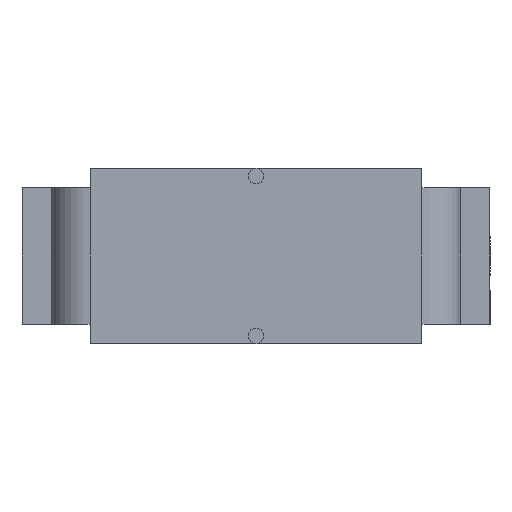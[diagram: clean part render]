
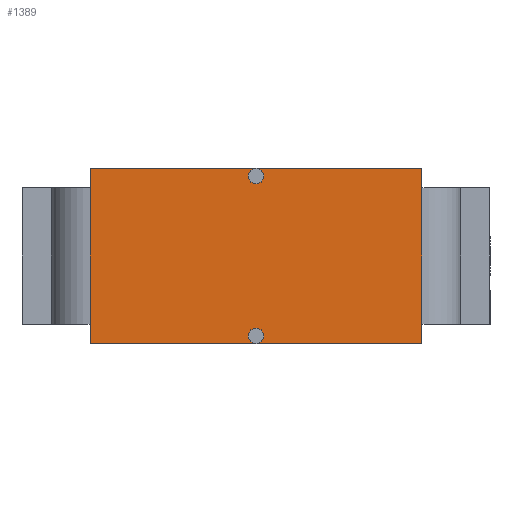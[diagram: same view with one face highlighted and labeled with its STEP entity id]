
A CAD part, left-side view. The second image highlights one B-rep face of the part: STEP entity #1389.
In plain terms, the highlighted planar face has unit normal (-1, 0, 0).
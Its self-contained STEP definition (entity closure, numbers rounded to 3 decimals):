
#12 = AXIS2_PLACEMENT_3D ( 'NONE', #1963, #1975, #1983 ) ;
#15 = DIRECTION ( 'NONE',  ( 0., 1., 0. ) ) ;
#29 = VECTOR ( 'NONE', #843, 1000. ) ;
#36 = EDGE_CURVE ( 'NONE', #900, #365, #1859, .T. ) ;
#40 = CARTESIAN_POINT ( 'NONE',  ( -35., 0., 8. ) ) ;
#45 = CARTESIAN_POINT ( 'NONE',  ( -35., 8.5, 0. ) ) ;
#58 = AXIS2_PLACEMENT_3D ( 'NONE', #673, #681, #687 ) ;
#59 = ORIENTED_EDGE ( 'NONE', *, *, #1161, .F. ) ;
#116 = EDGE_CURVE ( 'NONE', #1630, #217, #1730, .T. ) ;
#141 = EDGE_CURVE ( 'NONE', #1989, #780, #476, .T. ) ;
#155 = VECTOR ( 'NONE', #1084, 1000. ) ;
#217 = VERTEX_POINT ( 'NONE', #805 ) ;
#245 = AXIS2_PLACEMENT_3D ( 'NONE', #1386, #420, #1538 ) ;
#261 = EDGE_CURVE ( 'NONE', #1661, #365, #1077, .T. ) ;
#299 = VECTOR ( 'NONE', #15, 1000. ) ;
#305 = EDGE_CURVE ( 'NONE', #217, #449, #1403, .T. ) ;
#335 = EDGE_LOOP ( 'NONE', ( #419, #881, #59, #1789, #1707, #837, #1654, #1615, #1030, #1226, #1277, #477, #2023, #658 ) ) ;
#342 = VECTOR ( 'NONE', #357, 1000. ) ;
#357 = DIRECTION ( 'NONE',  ( 0., 0., 1. ) ) ;
#364 = DIRECTION ( 'NONE',  ( 0., 0., 1. ) ) ;
#365 = VERTEX_POINT ( 'NONE', #40 ) ;
#419 = ORIENTED_EDGE ( 'NONE', *, *, #36, .T. ) ;
#420 = DIRECTION ( 'NONE',  ( -1., 0., 0. ) ) ;
#449 = VERTEX_POINT ( 'NONE', #1091 ) ;
#469 = CARTESIAN_POINT ( 'NONE',  ( -35., -8.5, -1. ) ) ;
#476 = LINE ( 'NONE', #1457, #29 ) ;
#477 = ORIENTED_EDGE ( 'NONE', *, *, #116, .T. ) ;
#510 = CARTESIAN_POINT ( 'NONE',  ( -35., -8.5, 8. ) ) ;
#549 = EDGE_CURVE ( 'NONE', #684, #558, #1728, .T. ) ;
#558 = VERTEX_POINT ( 'NONE', #1634 ) ;
#596 = EDGE_CURVE ( 'NONE', #558, #684, #796, .T. ) ;
#599 = LINE ( 'NONE', #1037, #1742 ) ;
#657 = CARTESIAN_POINT ( 'NONE',  ( -35., -8.5, 8. ) ) ;
#658 = ORIENTED_EDGE ( 'NONE', *, *, #1483, .T. ) ;
#669 = CARTESIAN_POINT ( 'NONE',  ( -35., 0., 7.2 ) ) ;
#673 = CARTESIAN_POINT ( 'NONE',  ( -35., 0., 7.6 ) ) ;
#681 = DIRECTION ( 'NONE',  ( -1., 0., 0. ) ) ;
#684 = VERTEX_POINT ( 'NONE', #875 ) ;
#687 = DIRECTION ( 'NONE',  ( 0., 0., 1. ) ) ;
#772 = FACE_OUTER_BOUND ( 'NONE', #335, .T. ) ;
#780 = VERTEX_POINT ( 'NONE', #45 ) ;
#796 = CIRCLE ( 'NONE', #245, 0.4 ) ;
#805 = CARTESIAN_POINT ( 'NONE',  ( -35., -8.5, 0. ) ) ;
#824 = LINE ( 'NONE', #1657, #342 ) ;
#827 = CARTESIAN_POINT ( 'NONE',  ( -35., -8.5, -1. ) ) ;
#837 = ORIENTED_EDGE ( 'NONE', *, *, #1235, .T. ) ;
#843 = DIRECTION ( 'NONE',  ( 0., 0., 1. ) ) ;
#875 = CARTESIAN_POINT ( 'NONE',  ( -35., 0., -1. ) ) ;
#881 = ORIENTED_EDGE ( 'NONE', *, *, #261, .F. ) ;
#897 = CARTESIAN_POINT ( 'NONE',  ( -35., -8.5, 7. ) ) ;
#900 = VERTEX_POINT ( 'NONE', #657 ) ;
#905 = VECTOR ( 'NONE', #1748, 1000. ) ;
#906 = CARTESIAN_POINT ( 'NONE',  ( -35., 8.5, 7. ) ) ;
#910 = DIRECTION ( 'NONE',  ( 0., 1., 0. ) ) ;
#943 = CARTESIAN_POINT ( 'NONE',  ( -35., 8.5, -1. ) ) ;
#972 = EDGE_CURVE ( 'NONE', #1630, #684, #1002, .T. ) ;
#1002 = LINE ( 'NONE', #1222, #1423 ) ;
#1023 = VECTOR ( 'NONE', #910, 1000. ) ;
#1030 = ORIENTED_EDGE ( 'NONE', *, *, #596, .F. ) ;
#1037 = CARTESIAN_POINT ( 'NONE',  ( -35., -8.5, 8. ) ) ;
#1077 = CIRCLE ( 'NONE', #58, 0.4 ) ;
#1084 = DIRECTION ( 'NONE',  ( 0., 0., -1. ) ) ;
#1091 = CARTESIAN_POINT ( 'NONE',  ( -35., -8.5, 7. ) ) ;
#1161 = EDGE_CURVE ( 'NONE', #365, #1661, #1956, .T. ) ;
#1195 = DIRECTION ( 'NONE',  ( 0., 1., 0. ) ) ;
#1222 = CARTESIAN_POINT ( 'NONE',  ( -35., -8.5, -1. ) ) ;
#1225 = EDGE_CURVE ( 'NONE', #684, #1989, #1441, .T. ) ;
#1226 = ORIENTED_EDGE ( 'NONE', *, *, #549, .F. ) ;
#1235 = EDGE_CURVE ( 'NONE', #1306, #780, #1495, .T. ) ;
#1272 = EDGE_CURVE ( 'NONE', #365, #1548, #599, .T. ) ;
#1277 = ORIENTED_EDGE ( 'NONE', *, *, #972, .F. ) ;
#1296 = CARTESIAN_POINT ( 'NONE',  ( -35., -8.5, -1. ) ) ;
#1306 = VERTEX_POINT ( 'NONE', #1971 ) ;
#1322 = CARTESIAN_POINT ( 'NONE',  ( -35., -8.5, -1. ) ) ;
#1357 = VECTOR ( 'NONE', #364, 1000. ) ;
#1382 = EDGE_CURVE ( 'NONE', #1306, #1548, #824, .T. ) ;
#1386 = CARTESIAN_POINT ( 'NONE',  ( -35., 0., -0.6 ) ) ;
#1389 = ADVANCED_FACE ( 'NONE', ( #772 ), #1910, .F. ) ;
#1403 = LINE ( 'NONE', #897, #1357 ) ;
#1421 = VECTOR ( 'NONE', #1979, 1000. ) ;
#1423 = VECTOR ( 'NONE', #1195, 1000. ) ;
#1441 = LINE ( 'NONE', #827, #1023 ) ;
#1457 = CARTESIAN_POINT ( 'NONE',  ( -35., 8.5, -1. ) ) ;
#1483 = EDGE_CURVE ( 'NONE', #449, #900, #1806, .T. ) ;
#1489 = CARTESIAN_POINT ( 'NONE',  ( -35., -12., 7. ) ) ;
#1495 = LINE ( 'NONE', #906, #155 ) ;
#1500 = DIRECTION ( 'NONE',  ( 1., 0., 0. ) ) ;
#1538 = DIRECTION ( 'NONE',  ( 0., 0., 1. ) ) ;
#1548 = VERTEX_POINT ( 'NONE', #1862 ) ;
#1615 = ORIENTED_EDGE ( 'NONE', *, *, #1225, .F. ) ;
#1630 = VERTEX_POINT ( 'NONE', #469 ) ;
#1634 = CARTESIAN_POINT ( 'NONE',  ( -35., 0., -0.2 ) ) ;
#1654 = ORIENTED_EDGE ( 'NONE', *, *, #141, .F. ) ;
#1657 = CARTESIAN_POINT ( 'NONE',  ( -35., 8.5, -1. ) ) ;
#1661 = VERTEX_POINT ( 'NONE', #669 ) ;
#1693 = CARTESIAN_POINT ( 'NONE',  ( -35., 0., -0.6 ) ) ;
#1701 = DIRECTION ( 'NONE',  ( -1., 0., 0. ) ) ;
#1706 = DIRECTION ( 'NONE',  ( 0., 1., 0. ) ) ;
#1707 = ORIENTED_EDGE ( 'NONE', *, *, #1382, .F. ) ;
#1709 = DIRECTION ( 'NONE',  ( 0., 0., 1. ) ) ;
#1723 = AXIS2_PLACEMENT_3D ( 'NONE', #1489, #1500, #1928 ) ;
#1728 = CIRCLE ( 'NONE', #1861, 0.4 ) ;
#1730 = LINE ( 'NONE', #1296, #905 ) ;
#1742 = VECTOR ( 'NONE', #1706, 1000. ) ;
#1748 = DIRECTION ( 'NONE',  ( 0., 0., 1. ) ) ;
#1789 = ORIENTED_EDGE ( 'NONE', *, *, #1272, .T. ) ;
#1806 = LINE ( 'NONE', #1322, #1421 ) ;
#1859 = LINE ( 'NONE', #510, #299 ) ;
#1861 = AXIS2_PLACEMENT_3D ( 'NONE', #1693, #1701, #1709 ) ;
#1862 = CARTESIAN_POINT ( 'NONE',  ( -35., 8.5, 8. ) ) ;
#1910 = PLANE ( 'NONE',  #1723 ) ;
#1928 = DIRECTION ( 'NONE',  ( 0., 0., -1. ) ) ;
#1956 = CIRCLE ( 'NONE', #12, 0.4 ) ;
#1963 = CARTESIAN_POINT ( 'NONE',  ( -35., 0., 7.6 ) ) ;
#1971 = CARTESIAN_POINT ( 'NONE',  ( -35., 8.5, 7. ) ) ;
#1975 = DIRECTION ( 'NONE',  ( -1., 0., 0. ) ) ;
#1979 = DIRECTION ( 'NONE',  ( 0., 0., 1. ) ) ;
#1983 = DIRECTION ( 'NONE',  ( 0., 0., 1. ) ) ;
#1989 = VERTEX_POINT ( 'NONE', #943 ) ;
#2023 = ORIENTED_EDGE ( 'NONE', *, *, #305, .T. ) ;
